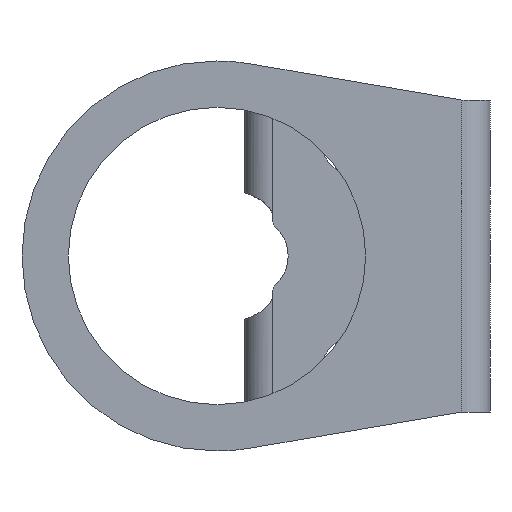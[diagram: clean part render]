
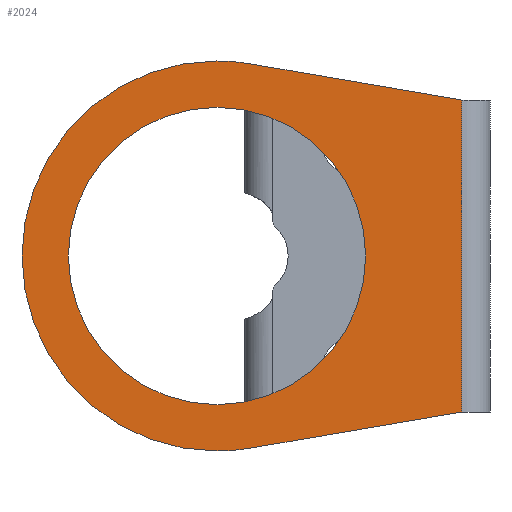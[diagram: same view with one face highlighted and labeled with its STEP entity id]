
A CAD part, left-side view. The second image highlights one B-rep face of the part: STEP entity #2024.
In plain terms, the highlighted planar face has unit normal (-1, 0, 0).
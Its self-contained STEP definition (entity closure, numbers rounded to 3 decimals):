
#140=DIRECTION('',(0.,0.,1.));
#141=VECTOR('',#140,32.);
#142=CARTESIAN_POINT('',(-77.2,2.9,-16.));
#143=LINE('',#142,#141);
#364=DIRECTION('',(0.,0.986,-0.168));
#365=VECTOR('',#364,22.046);
#366=CARTESIAN_POINT('',(-77.2,2.9,-16.));
#367=LINE('',#366,#365);
#368=CARTESIAN_POINT('',(-77.2,28.,0.));
#369=DIRECTION('',(1.,0.,0.));
#370=DIRECTION('',(0.,-0.168,-0.986));
#371=AXIS2_PLACEMENT_3D('',#368,#369,#370);
#373=CARTESIAN_POINT('',(-77.2,28.,0.));
#374=DIRECTION('',(1.,0.,0.));
#375=DIRECTION('',(0.,0.,-1.));
#376=AXIS2_PLACEMENT_3D('',#373,#374,#375);
#378=CARTESIAN_POINT('',(-77.2,28.,0.));
#379=DIRECTION('',(1.,0.,0.));
#380=DIRECTION('',(0.,1.,0.));
#381=AXIS2_PLACEMENT_3D('',#378,#379,#380);
#383=CARTESIAN_POINT('',(-77.2,28.,0.));
#384=DIRECTION('',(1.,0.,0.));
#385=DIRECTION('',(0.,0.,1.));
#386=AXIS2_PLACEMENT_3D('',#383,#384,#385);
#388=DIRECTION('',(0.,-0.986,-0.168));
#389=VECTOR('',#388,22.046);
#390=CARTESIAN_POINT('',(-77.2,24.631,19.714));
#391=LINE('',#390,#389);
#392=CARTESIAN_POINT('',(-77.2,28.,0.));
#393=DIRECTION('',(-1.,0.,0.));
#394=DIRECTION('',(0.,0.,1.));
#395=AXIS2_PLACEMENT_3D('',#392,#393,#394);
#397=CARTESIAN_POINT('',(-77.2,28.,0.));
#398=DIRECTION('',(-1.,0.,0.));
#399=DIRECTION('',(0.,0.,-1.));
#400=AXIS2_PLACEMENT_3D('',#397,#398,#399);
#1550=CARTESIAN_POINT('',(-77.2,2.9,-16.));
#1551=CARTESIAN_POINT('',(-77.2,24.631,-19.714));
#1552=VERTEX_POINT('',#1550);
#1553=VERTEX_POINT('',#1551);
#1554=CARTESIAN_POINT('',(-77.2,28.,-20.));
#1555=VERTEX_POINT('',#1554);
#1556=CARTESIAN_POINT('',(-77.2,48.,0.));
#1557=VERTEX_POINT('',#1556);
#1558=CARTESIAN_POINT('',(-77.2,28.,20.));
#1559=VERTEX_POINT('',#1558);
#1560=CARTESIAN_POINT('',(-77.2,24.631,19.714));
#1561=VERTEX_POINT('',#1560);
#1562=CARTESIAN_POINT('',(-77.2,2.9,16.));
#1563=VERTEX_POINT('',#1562);
#1642=CARTESIAN_POINT('',(-77.2,28.,15.25));
#1643=CARTESIAN_POINT('',(-77.2,28.,-15.25));
#1644=VERTEX_POINT('',#1642);
#1645=VERTEX_POINT('',#1643);
#1999=CARTESIAN_POINT('',(-77.2,48.,-20.));
#2000=DIRECTION('',(-1.,0.,0.));
#2001=DIRECTION('',(0.,-1.,0.));
#2002=AXIS2_PLACEMENT_3D('',#1999,#2000,#2001);
#2003=PLANE('',#2002);
#2004=ORIENTED_EDGE('',*,*,#1990,.T.);
#2006=ORIENTED_EDGE('',*,*,#2005,.T.);
#2008=ORIENTED_EDGE('',*,*,#2007,.T.);
#2010=ORIENTED_EDGE('',*,*,#2009,.T.);
#2012=ORIENTED_EDGE('',*,*,#2011,.T.);
#2014=ORIENTED_EDGE('',*,*,#2013,.T.);
#2015=ORIENTED_EDGE('',*,*,#1781,.F.);
#2016=EDGE_LOOP('',(#2004,#2006,#2008,#2010,#2012,#2014,#2015));
#2017=FACE_OUTER_BOUND('',#2016,.F.);
#2019=ORIENTED_EDGE('',*,*,#2018,.T.);
#2021=ORIENTED_EDGE('',*,*,#2020,.T.);
#2022=EDGE_LOOP('',(#2019,#2021));
#2023=FACE_BOUND('',#2022,.F.);
#2024=ADVANCED_FACE('',(#2017,#2023),#2003,.T.);
#372=CIRCLE('',#371,20.);
#377=CIRCLE('',#376,20.);
#382=CIRCLE('',#381,20.);
#387=CIRCLE('',#386,20.);
#396=CIRCLE('',#395,15.25);
#401=CIRCLE('',#400,15.25);
#1781=EDGE_CURVE('',#1552,#1563,#143,.T.);
#1990=EDGE_CURVE('',#1552,#1553,#367,.T.);
#2005=EDGE_CURVE('',#1553,#1555,#372,.T.);
#2007=EDGE_CURVE('',#1555,#1557,#377,.T.);
#2009=EDGE_CURVE('',#1557,#1559,#382,.T.);
#2011=EDGE_CURVE('',#1559,#1561,#387,.T.);
#2013=EDGE_CURVE('',#1561,#1563,#391,.T.);
#2018=EDGE_CURVE('',#1644,#1645,#396,.T.);
#2020=EDGE_CURVE('',#1645,#1644,#401,.T.);
